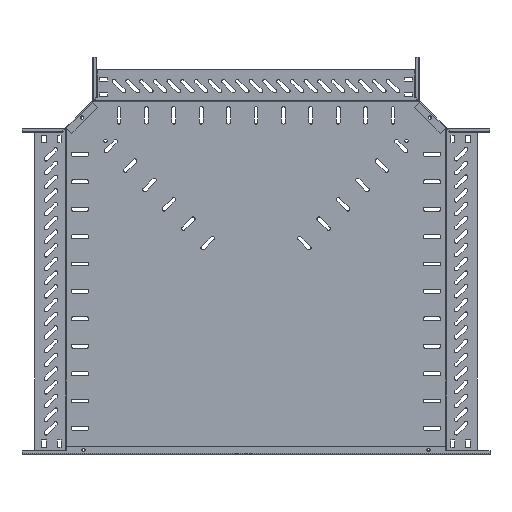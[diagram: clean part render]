
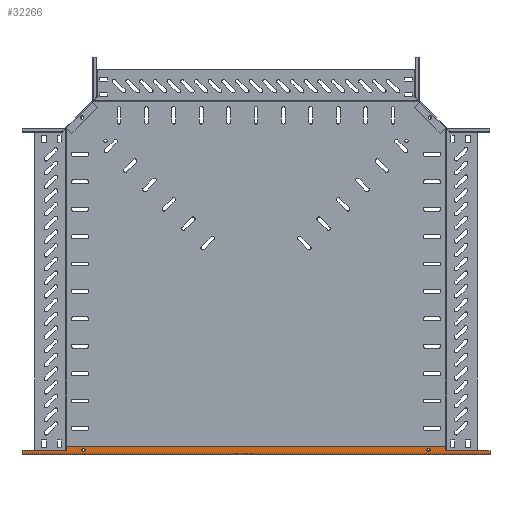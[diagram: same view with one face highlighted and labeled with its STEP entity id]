
A CAD part, front view. The second image highlights one B-rep face of the part: STEP entity #32266.
In plain terms, the highlighted planar face has unit normal (0, -1, 0).
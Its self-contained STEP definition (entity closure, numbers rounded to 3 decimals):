
#150 = EDGE_LOOP ( 'NONE', ( #30542, #15985 ) ) ;
#167 = CARTESIAN_POINT ( 'NONE',  ( 6.75, 0., -772. ) ) ;
#248 = ORIENTED_EDGE ( 'NONE', *, *, #22738, .T. ) ;
#593 = DIRECTION ( 'NONE',  ( -1., 0., 0. ) ) ;
#1407 = VECTOR ( 'NONE', #10055, 1000. ) ;
#1510 = EDGE_LOOP ( 'NONE', ( #4645, #248 ) ) ;
#2339 = AXIS2_PLACEMENT_3D ( 'NONE', #27394, #11005, #6355 ) ;
#2696 = DIRECTION ( 'NONE',  ( 0., -1., 0. ) ) ;
#3163 = LINE ( 'NONE', #24221, #19282 ) ;
#3517 = DIRECTION ( 'NONE',  ( -1., 0., 0. ) ) ;
#3921 = CARTESIAN_POINT ( 'NONE',  ( 11.35, 0., -112.25 ) ) ;
#4645 = ORIENTED_EDGE ( 'NONE', *, *, #25770, .T. ) ;
#4756 = VECTOR ( 'NONE', #16203, 1000. ) ;
#5110 = DIRECTION ( 'NONE',  ( -1., 0., 0. ) ) ;
#5417 = VERTEX_POINT ( 'NONE', #18622 ) ;
#5682 = CARTESIAN_POINT ( 'NONE',  ( 15., 0., 0. ) ) ;
#5699 = DIRECTION ( 'NONE',  ( 0., 0., 1. ) ) ;
#5837 = ORIENTED_EDGE ( 'NONE', *, *, #21478, .T. ) ;
#6355 = DIRECTION ( 'NONE',  ( -1., 0., 0. ) ) ;
#6571 = DIRECTION ( 'NONE',  ( 0., 0., 1. ) ) ;
#7556 = AXIS2_PLACEMENT_3D ( 'NONE', #7557, #2696, #20493 ) ;
#7557 = CARTESIAN_POINT ( 'NONE',  ( 8.25, 0., -741.75 ) ) ;
#8141 = EDGE_CURVE ( 'NONE', #10559, #22707, #16245, .T. ) ;
#8313 = EDGE_CURVE ( 'NONE', #19028, #5417, #26620, .T. ) ;
#8464 = AXIS2_PLACEMENT_3D ( 'NONE', #26777, #28730, #5110 ) ;
#8899 = CARTESIAN_POINT ( 'NONE',  ( 6.75, 0., 0. ) ) ;
#9006 = CARTESIAN_POINT ( 'NONE',  ( 5.15, 0., -112.25 ) ) ;
#9491 = LINE ( 'NONE', #11732, #15136 ) ;
#10055 = DIRECTION ( 'NONE',  ( 0., 0., 1. ) ) ;
#10267 = DIRECTION ( 'NONE',  ( -1., 0., 0. ) ) ;
#10554 = CARTESIAN_POINT ( 'NONE',  ( 6.75, 0., 0. ) ) ;
#10559 = VERTEX_POINT ( 'NONE', #18874 ) ;
#10644 = CARTESIAN_POINT ( 'NONE',  ( 1.75, 0., -854. ) ) ;
#10940 = FACE_BOUND ( 'NONE', #150, .T. ) ;
#11005 = DIRECTION ( 'NONE',  ( 0., 1., 0. ) ) ;
#11166 = VERTEX_POINT ( 'NONE', #16341 ) ;
#11189 = CARTESIAN_POINT ( 'NONE',  ( 15., 0., -82. ) ) ;
#11536 = ORIENTED_EDGE ( 'NONE', *, *, #33051, .T. ) ;
#11625 = DIRECTION ( 'NONE',  ( 0., 1., 0. ) ) ;
#11653 = CARTESIAN_POINT ( 'NONE',  ( 15., 0., -772. ) ) ;
#11732 = CARTESIAN_POINT ( 'NONE',  ( 1.75, 0., -427. ) ) ;
#11827 = VERTEX_POINT ( 'NONE', #10644 ) ;
#13695 = CARTESIAN_POINT ( 'NONE',  ( 15., 0., -82. ) ) ;
#13841 = ORIENTED_EDGE ( 'NONE', *, *, #26246, .F. ) ;
#13887 = ORIENTED_EDGE ( 'NONE', *, *, #8313, .T. ) ;
#14225 = PLANE ( 'NONE',  #32950 ) ;
#14255 = LINE ( 'NONE', #11653, #27052 ) ;
#14468 = CARTESIAN_POINT ( 'NONE',  ( 11.35, 0., -741.75 ) ) ;
#14552 = CIRCLE ( 'NONE', #8464, 3.1 ) ;
#14735 = EDGE_CURVE ( 'NONE', #27189, #32364, #24915, .T. ) ;
#15136 = VECTOR ( 'NONE', #6571, 1000. ) ;
#15568 = LINE ( 'NONE', #10554, #1407 ) ;
#15985 = ORIENTED_EDGE ( 'NONE', *, *, #29516, .F. ) ;
#16203 = DIRECTION ( 'NONE',  ( -1., 0., 0. ) ) ;
#16219 = AXIS2_PLACEMENT_3D ( 'NONE', #30942, #18200, #10267 ) ;
#16245 = CIRCLE ( 'NONE', #16219, 3.1 ) ;
#16341 = CARTESIAN_POINT ( 'NONE',  ( 1.75, 0., 0. ) ) ;
#16483 = DIRECTION ( 'NONE',  ( -1., 0., 0. ) ) ;
#16999 = CARTESIAN_POINT ( 'NONE',  ( 6.75, 0., -854. ) ) ;
#17235 = CIRCLE ( 'NONE', #2339, 3.1 ) ;
#18200 = DIRECTION ( 'NONE',  ( 0., -1., 0. ) ) ;
#18598 = EDGE_CURVE ( 'NONE', #32364, #11827, #3163, .T. ) ;
#18622 = CARTESIAN_POINT ( 'NONE',  ( 6.75, 0., -82. ) ) ;
#18874 = CARTESIAN_POINT ( 'NONE',  ( 5.15, 0., -741.75 ) ) ;
#19028 = VERTEX_POINT ( 'NONE', #11189 ) ;
#19282 = VECTOR ( 'NONE', #593, 1000. ) ;
#19558 = FACE_OUTER_BOUND ( 'NONE', #25321, .T. ) ;
#19967 = EDGE_CURVE ( 'NONE', #22051, #27189, #14255, .T. ) ;
#20493 = DIRECTION ( 'NONE',  ( -1., 0., 0. ) ) ;
#21227 = CARTESIAN_POINT ( 'NONE',  ( 15., 0., -772. ) ) ;
#21455 = DIRECTION ( 'NONE',  ( -1., 0., 0. ) ) ;
#21461 = CARTESIAN_POINT ( 'NONE',  ( 15., 0., -427. ) ) ;
#21478 = EDGE_CURVE ( 'NONE', #22051, #19028, #26565, .T. ) ;
#21754 = VERTEX_POINT ( 'NONE', #9006 ) ;
#22051 = VERTEX_POINT ( 'NONE', #21227 ) ;
#22561 = VECTOR ( 'NONE', #31844, 1000. ) ;
#22707 = VERTEX_POINT ( 'NONE', #14468 ) ;
#22738 = EDGE_CURVE ( 'NONE', #25456, #21754, #17235, .T. ) ;
#23012 = CARTESIAN_POINT ( 'NONE',  ( 6.75, 0., -854. ) ) ;
#23067 = VERTEX_POINT ( 'NONE', #8899 ) ;
#24221 = CARTESIAN_POINT ( 'NONE',  ( 15., 0., -854. ) ) ;
#24326 = CARTESIAN_POINT ( 'NONE',  ( 15., 0., -427. ) ) ;
#24644 = CIRCLE ( 'NONE', #7556, 3.1 ) ;
#24915 = LINE ( 'NONE', #16999, #22561 ) ;
#25002 = ORIENTED_EDGE ( 'NONE', *, *, #19967, .F. ) ;
#25074 = VECTOR ( 'NONE', #21455, 1000. ) ;
#25321 = EDGE_LOOP ( 'NONE', ( #13887, #11536, #32534, #13841, #29176, #29079, #25002, #5837 ) ) ;
#25456 = VERTEX_POINT ( 'NONE', #3921 ) ;
#25770 = EDGE_CURVE ( 'NONE', #21754, #25456, #14552, .T. ) ;
#26246 = EDGE_CURVE ( 'NONE', #11827, #11166, #9491, .T. ) ;
#26565 = LINE ( 'NONE', #24326, #33121 ) ;
#26620 = LINE ( 'NONE', #13695, #25074 ) ;
#26777 = CARTESIAN_POINT ( 'NONE',  ( 8.25, 0., -112.25 ) ) ;
#27052 = VECTOR ( 'NONE', #16483, 1000. ) ;
#27155 = FACE_BOUND ( 'NONE', #1510, .T. ) ;
#27189 = VERTEX_POINT ( 'NONE', #167 ) ;
#27394 = CARTESIAN_POINT ( 'NONE',  ( 8.25, 0., -112.25 ) ) ;
#28394 = EDGE_CURVE ( 'NONE', #23067, #11166, #29312, .T. ) ;
#28730 = DIRECTION ( 'NONE',  ( 0., 1., 0. ) ) ;
#29079 = ORIENTED_EDGE ( 'NONE', *, *, #14735, .F. ) ;
#29176 = ORIENTED_EDGE ( 'NONE', *, *, #18598, .F. ) ;
#29312 = LINE ( 'NONE', #5682, #4756 ) ;
#29516 = EDGE_CURVE ( 'NONE', #22707, #10559, #24644, .T. ) ;
#30542 = ORIENTED_EDGE ( 'NONE', *, *, #8141, .F. ) ;
#30942 = CARTESIAN_POINT ( 'NONE',  ( 8.25, 0., -741.75 ) ) ;
#31844 = DIRECTION ( 'NONE',  ( 0., 0., -1. ) ) ;
#32266 = ADVANCED_FACE ( 'NONE', ( #27155, #19558, #10940 ), #14225, .F. ) ;
#32364 = VERTEX_POINT ( 'NONE', #23012 ) ;
#32534 = ORIENTED_EDGE ( 'NONE', *, *, #28394, .T. ) ;
#32950 = AXIS2_PLACEMENT_3D ( 'NONE', #21461, #11625, #3517 ) ;
#33051 = EDGE_CURVE ( 'NONE', #5417, #23067, #15568, .T. ) ;
#33121 = VECTOR ( 'NONE', #5699, 1000. ) ;
